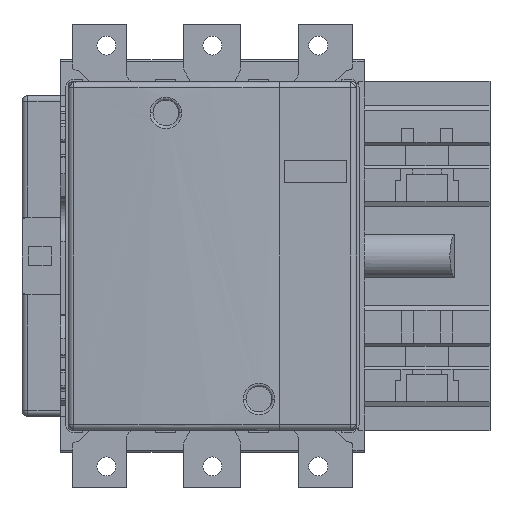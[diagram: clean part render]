
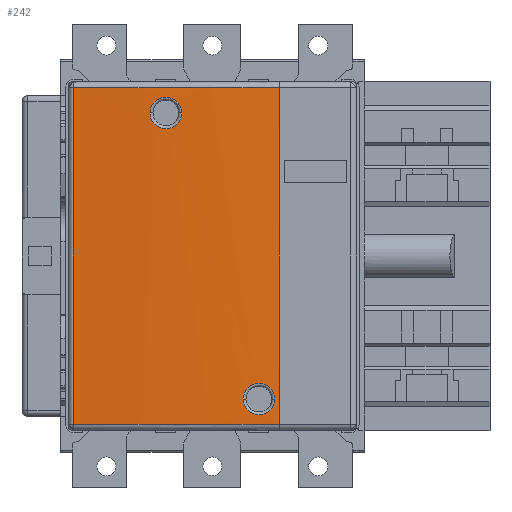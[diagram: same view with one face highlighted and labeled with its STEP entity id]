
A CAD part, front view. The second image highlights one B-rep face of the part: STEP entity #242.
In plain terms, the highlighted cylindrical face has radius 500 mm (diameter 1000 mm), a partial arc.
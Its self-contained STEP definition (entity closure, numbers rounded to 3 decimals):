
#242=ADVANCED_FACE('',(#1331,#1332,#1333),#1334,.T.);
#1331=FACE_OUTER_BOUND('',#3366,.T.);
#1332=FACE_BOUND('',#3367,.T.);
#1333=FACE_BOUND('',#3368,.T.);
#1334=CYLINDRICAL_SURFACE('',#3369,500.0);
#3366=EDGE_LOOP('',(#7295,#7296,#7297,#7298));
#3367=EDGE_LOOP('',(#7299,#7300));
#3368=EDGE_LOOP('',(#7301,#7302));
#3369=AXIS2_PLACEMENT_3D('',#7303,#7304,#7305);
#7295=ORIENTED_EDGE('',*,*,#13795,.T.);
#7296=ORIENTED_EDGE('',*,*,#13796,.F.);
#7297=ORIENTED_EDGE('',*,*,#13794,.T.);
#7298=ORIENTED_EDGE('',*,*,#13797,.T.);
#7299=ORIENTED_EDGE('',*,*,#13798,.F.);
#7300=ORIENTED_EDGE('',*,*,#13799,.F.);
#7301=ORIENTED_EDGE('',*,*,#13800,.F.);
#7302=ORIENTED_EDGE('',*,*,#13801,.F.);
#7303=CARTESIAN_POINT('',(-13.5,434.237,60.85));
#7304=DIRECTION('',(-0.0,-0.0,1.0));
#7305=DIRECTION('',(1.0,0.0,0.0));
#13794=EDGE_CURVE('',#16976,#15364,#16978,.T.);
#13795=EDGE_CURVE('',#16979,#16980,#16981,.T.);
#13796=EDGE_CURVE('',#16976,#16980,#16982,.T.);
#13797=EDGE_CURVE('',#15364,#16979,#16983,.T.);
#13798=EDGE_CURVE('',#16984,#16985,#16986,.T.);
#13799=EDGE_CURVE('',#16985,#16984,#16987,.T.);
#13800=EDGE_CURVE('',#16988,#16989,#16990,.T.);
#13801=EDGE_CURVE('',#16989,#16988,#16991,.T.);
#15364=VERTEX_POINT('',#19461);
#16976=VERTEX_POINT('',#21829);
#16978=CIRCLE('',#21838,500.0);
#16979=VERTEX_POINT('',#21839);
#16980=VERTEX_POINT('',#21840);
#16981=CIRCLE('',#21841,500.0);
#16982=LINE('',#21842,#21843);
#16983=LINE('',#21844,#21845);
#16984=VERTEX_POINT('',#21846);
#16985=VERTEX_POINT('',#21847);
#16986=B_SPLINE_CURVE_WITH_KNOTS('',3,(#21848,#21849,#21850,#21851,#21852,#21853,#21854,#21855,#21856,#21857,#21858,#21859,#21860,#21861,#21862),.UNSPECIFIED.,.F.,.F.,(4,1,1,1,1,1,1,1,1,1,1,1,4),(0.0,1.431,2.865,4.297,5.736,7.175,8.614,10.053,11.492,12.933,14.37,15.811,17.247),.UNSPECIFIED.);
#16987=B_SPLINE_CURVE_WITH_KNOTS('',3,(#21863,#21864,#21865,#21866,#21867,#21868,#21869,#21870,#21871,#21872,#21873,#21874,#21875,#21876,#21877),.UNSPECIFIED.,.F.,.F.,(4,1,1,1,1,1,1,1,1,1,1,1,4),(0.0,1.431,2.865,4.297,5.736,7.175,8.613,10.053,11.492,12.933,14.37,15.811,17.247),.UNSPECIFIED.);
#16988=VERTEX_POINT('',#21878);
#16989=VERTEX_POINT('',#21879);
#16990=B_SPLINE_CURVE_WITH_KNOTS('',3,(#21880,#21881,#21882,#21883,#21884,#21885,#21886,#21887,#21888,#21889,#21890,#21891,#21892,#21893,#21894),.UNSPECIFIED.,.F.,.F.,(4,1,1,1,1,1,1,1,1,1,1,1,4),(0.0,1.43,2.863,4.295,5.735,7.175,8.616,10.06,11.503,12.947,14.387,15.827,17.262),.UNSPECIFIED.);
#16991=B_SPLINE_CURVE_WITH_KNOTS('',3,(#21895,#21896,#21897,#21898,#21899,#21900,#21901,#21902,#21903,#21904,#21905,#21906,#21907,#21908,#21909),.UNSPECIFIED.,.F.,.F.,(4,1,1,1,1,1,1,1,1,1,1,1,4),(0.0,1.429,2.861,4.293,5.734,7.176,8.618,10.062,11.504,12.947,14.386,15.826,17.262),.UNSPECIFIED.);
#19461=CARTESIAN_POINT('',(-48.54,-64.534,58.85));
#21829=CARTESIAN_POINT('',(23.4,-64.4,58.85));
#21838=AXIS2_PLACEMENT_3D('',#27111,#27112,#27113);
#21839=CARTESIAN_POINT('',(-48.54,-64.534,-58.85));
#21840=CARTESIAN_POINT('',(23.4,-64.4,-58.85));
#21841=AXIS2_PLACEMENT_3D('',#27114,#27115,#27116);
#21842=CARTESIAN_POINT('',(23.4,-64.4,58.85));
#21843=VECTOR('',#27117,117.7);
#21844=CARTESIAN_POINT('',(-48.54,-64.534,58.85));
#21845=VECTOR('',#27118,117.7);
#21846=CARTESIAN_POINT('',(-21.767,-65.695,50.));
#21847=CARTESIAN_POINT('',(-10.744,-65.756,50.));
#21848=CARTESIAN_POINT('',(-21.767,-65.695,50.));
#21849=CARTESIAN_POINT('',(-21.766,-65.695,49.523));
#21850=CARTESIAN_POINT('',(-21.641,-65.697,48.563));
#21851=CARTESIAN_POINT('',(-21.087,-65.706,47.226));
#21852=CARTESIAN_POINT('',(-20.204,-65.719,46.073));
#21853=CARTESIAN_POINT('',(-19.052,-65.733,45.187));
#21854=CARTESIAN_POINT('',(-17.708,-65.746,44.629));
#21855=CARTESIAN_POINT('',(-16.266,-65.757,44.437));
#21856=CARTESIAN_POINT('',(-14.822,-65.762,44.624));
#21857=CARTESIAN_POINT('',(-13.475,-65.764,45.178));
#21858=CARTESIAN_POINT('',(-12.318,-65.762,46.061));
#21859=CARTESIAN_POINT('',(-11.43,-65.759,47.215));
#21860=CARTESIAN_POINT('',(-10.871,-65.757,48.558));
#21861=CARTESIAN_POINT('',(-10.745,-65.756,49.521));
#21862=CARTESIAN_POINT('',(-10.744,-65.756,50.));
#21863=CARTESIAN_POINT('',(-10.744,-65.756,50.));
#21864=CARTESIAN_POINT('',(-10.745,-65.756,50.477));
#21865=CARTESIAN_POINT('',(-10.87,-65.757,51.437));
#21866=CARTESIAN_POINT('',(-11.424,-65.759,52.775));
#21867=CARTESIAN_POINT('',(-12.307,-65.762,53.927));
#21868=CARTESIAN_POINT('',(-13.459,-65.764,54.813));
#21869=CARTESIAN_POINT('',(-14.803,-65.762,55.371));
#21870=CARTESIAN_POINT('',(-16.245,-65.757,55.563));
#21871=CARTESIAN_POINT('',(-17.689,-65.747,55.376));
#21872=CARTESIAN_POINT('',(-19.036,-65.733,54.822));
#21873=CARTESIAN_POINT('',(-20.193,-65.719,53.939));
#21874=CARTESIAN_POINT('',(-21.081,-65.706,52.785));
#21875=CARTESIAN_POINT('',(-21.64,-65.697,51.442));
#21876=CARTESIAN_POINT('',(-21.766,-65.695,50.479));
#21877=CARTESIAN_POINT('',(-21.767,-65.695,50.));
#21878=CARTESIAN_POINT('',(10.799,-65.173,-50.));
#21879=CARTESIAN_POINT('',(21.821,-64.514,-50.));
#21880=CARTESIAN_POINT('',(10.799,-65.173,-50.));
#21881=CARTESIAN_POINT('',(10.799,-65.173,-50.477));
#21882=CARTESIAN_POINT('',(10.924,-65.167,-51.436));
#21883=CARTESIAN_POINT('',(11.478,-65.139,-52.773));
#21884=CARTESIAN_POINT('',(12.36,-65.095,-53.925));
#21885=CARTESIAN_POINT('',(13.511,-65.034,-54.811));
#21886=CARTESIAN_POINT('',(14.854,-64.96,-55.37));
#21887=CARTESIAN_POINT('',(16.297,-64.876,-55.563));
#21888=CARTESIAN_POINT('',(17.741,-64.787,-55.377));
#21889=CARTESIAN_POINT('',(19.089,-64.701,-54.823));
#21890=CARTESIAN_POINT('',(20.247,-64.624,-53.938));
#21891=CARTESIAN_POINT('',(21.136,-64.563,-52.784));
#21892=CARTESIAN_POINT('',(21.694,-64.523,-51.441));
#21893=CARTESIAN_POINT('',(21.821,-64.514,-50.478));
#21894=CARTESIAN_POINT('',(21.821,-64.514,-50.));
#21895=CARTESIAN_POINT('',(21.821,-64.514,-50.));
#21896=CARTESIAN_POINT('',(21.821,-64.514,-49.524));
#21897=CARTESIAN_POINT('',(21.695,-64.523,-48.565));
#21898=CARTESIAN_POINT('',(21.142,-64.562,-47.229));
#21899=CARTESIAN_POINT('',(20.261,-64.623,-46.077));
#21900=CARTESIAN_POINT('',(19.111,-64.699,-45.19));
#21901=CARTESIAN_POINT('',(17.767,-64.786,-44.63));
#21902=CARTESIAN_POINT('',(16.324,-64.874,-44.437));
#21903=CARTESIAN_POINT('',(14.879,-64.958,-44.623));
#21904=CARTESIAN_POINT('',(13.53,-65.033,-45.177));
#21905=CARTESIAN_POINT('',(12.373,-65.094,-46.061));
#21906=CARTESIAN_POINT('',(11.484,-65.139,-47.215));
#21907=CARTESIAN_POINT('',(10.925,-65.167,-48.558));
#21908=CARTESIAN_POINT('',(10.799,-65.173,-49.521));
#21909=CARTESIAN_POINT('',(10.799,-65.173,-50.));
#27111=CARTESIAN_POINT('',(-13.5,434.237,58.85));
#27112=DIRECTION('',(0.0,0.0,-1.0));
#27113=DIRECTION('',(0.074,-0.997,0.0));
#27114=CARTESIAN_POINT('',(-13.5,434.237,-58.85));
#27115=DIRECTION('',(0.0,0.0,1.0));
#27116=DIRECTION('',(-0.07,-0.998,0.0));
#27117=DIRECTION('',(0.,0.,-1.0));
#27118=DIRECTION('',(0.,0.0,-1.0));
